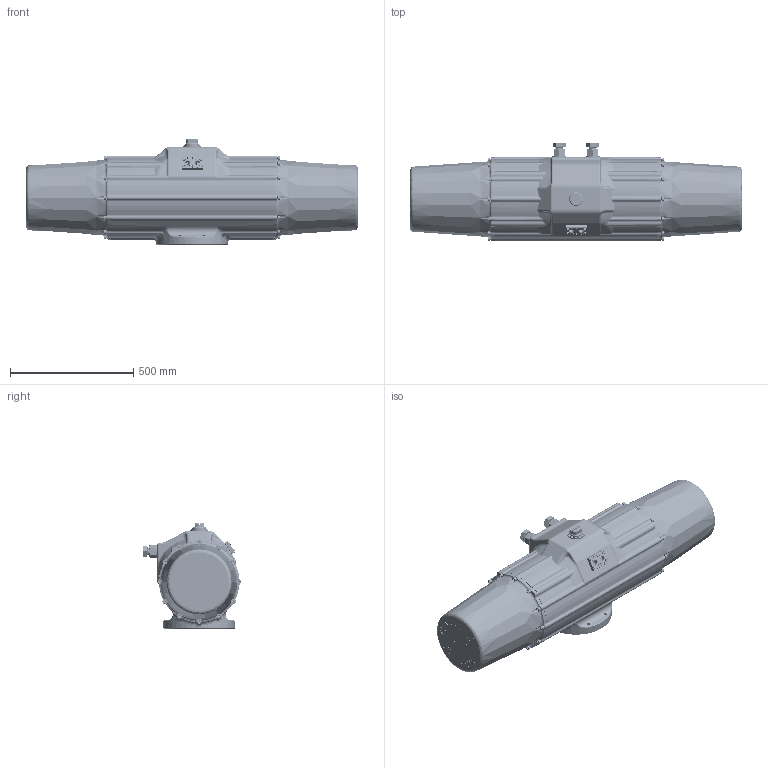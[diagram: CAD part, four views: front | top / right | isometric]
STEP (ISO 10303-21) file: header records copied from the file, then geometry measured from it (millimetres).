
FILE_DESCRIPTION (( 'STEP AP203' ), '1' );
FILE_NAME ('AS300.STEP', '2024-11-12T05:41:21', ( 'noh' ), ( '' ), 'SwSTEP 2.0', 'SolidWorks 2017', '' );
FILE_SCHEMA (( 'CONFIG_CONTROL_DESIGN' ));
Length unit declared in the file: millimetre
Products named in the file (12): 憮粽んお; 蝶饜ぷ 傘お_KS 1012 AB- M30-N; A300 凜Щお; AS300; hexagon head bolt (grade b)_ks_KS 1002 B - M30 x 55 x 55-N; A300 Body; socket head cap screw_ks_KS 1003 - M10 x 20 x 20-S; AS300 Cover; socket head cap screw_ks_KS 1003 - M8 x 20 x 20-S; 鼻睡 睡諒 2; 鼻睡 蝶鹿葭; 鼻睡 睡諒
Assembly tree (42 placements, depth 2):
  AS300
    A300 Body
    A300 凜Щお
    鼻睡 睡諒  x2
    鼻睡 蝶鹿葭
    socket head cap screw_ks_KS 1003 - M10 x 20 x 20-S  x24
    憮粽んお
    蝶饜ぷ 傘お_KS 1012 AB- M30-N  x2
    hexagon head bolt (grade b)_ks_KS 1002 B - M30 x 55 x 55-N  x3
    socket head cap screw_ks_KS 1003 - M8 x 20 x 20-S  x4
    鼻睡 睡諒 2
    AS300 Cover  x2
Bounding box: 1345 x 397.97 x 426 mm (x, y, z)
Volume: 107644929.9 mm3; surface area: 2360028.8 mm2
Topology: 42 solids, 88 shells, 5252 faces, 11553 edges, 6529 vertices
Faces by surface type: cone 1731, cylinder 1495, plane 1039, bspline 760, torus 227
Entity records: 87410 total; most frequent: CARTESIAN_POINT 47383, ORIENTED_EDGE 8306, DIRECTION 7339, EDGE_CURVE 4153, AXIS2_PLACEMENT_3D 2909, VERTEX_POINT 2524, EDGE_LOOP 1919, FACE_OUTER_BOUND 1780
